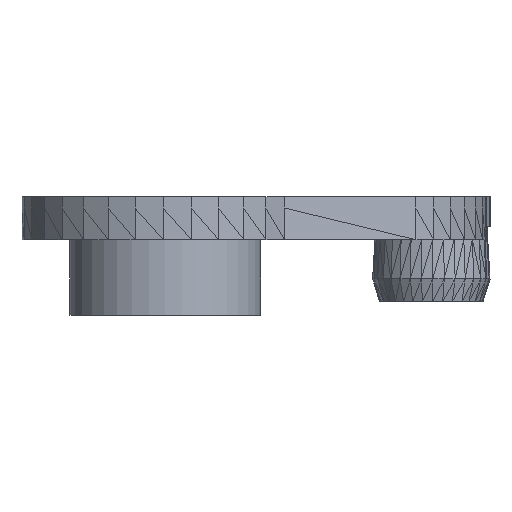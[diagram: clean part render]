
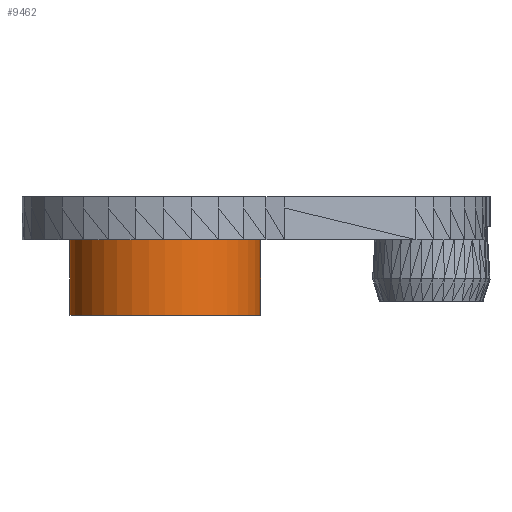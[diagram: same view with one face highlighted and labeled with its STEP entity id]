
A CAD part, left-side view. The second image highlights one B-rep face of the part: STEP entity #9462.
In plain terms, the highlighted cylindrical face has radius 2.525 mm (diameter 5.05 mm), a full revolution.
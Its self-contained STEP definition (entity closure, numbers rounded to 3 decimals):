
#15=CYLINDRICAL_SURFACE('',#10085,2.525);
#17=CIRCLE('',#9981,2.525);
#19=CIRCLE('',#10084,2.525);
#808=FACE_OUTER_BOUND('',#1472,.T.);
#1472=EDGE_LOOP('',(#7419,#7420,#7421,#7422));
#2501=LINE('',#15083,#3755);
#3755=VECTOR('',#11372,2.525);
#4675=VERTEX_POINT('',#14204);
#4950=VERTEX_POINT('',#14952);
#5424=EDGE_CURVE('',#4675,#4675,#17,.T.);
#5796=EDGE_CURVE('',#4950,#4950,#19,.T.);
#5861=EDGE_CURVE('',#4675,#4950,#2501,.T.);
#7419=ORIENTED_EDGE('',*,*,#5424,.F.);
#7420=ORIENTED_EDGE('',*,*,#5861,.T.);
#7421=ORIENTED_EDGE('',*,*,#5796,.T.);
#7422=ORIENTED_EDGE('',*,*,#5861,.F.);
#9462=ADVANCED_FACE('',(#808),#15,.T.);
#9981=AXIS2_PLACEMENT_3D('',#14205,#10728,#10729);
#10084=AXIS2_PLACEMENT_3D('',#14953,#11304,#11305);
#10085=AXIS2_PLACEMENT_3D('',#15082,#11370,#11371);
#10728=DIRECTION('center_axis',(0.,0.,-1.));
#10729=DIRECTION('ref_axis',(1.,0.,0.));
#11304=DIRECTION('center_axis',(0.,0.,-1.));
#11305=DIRECTION('ref_axis',(1.,0.,0.));
#11370=DIRECTION('center_axis',(0.,0.,-1.));
#11371=DIRECTION('ref_axis',(1.,0.,0.));
#11372=DIRECTION('',(0.,0.,1.));
#14204=CARTESIAN_POINT('',(1.152,-0.586,1.596));
#14205=CARTESIAN_POINT('Origin',(3.677,-0.586,1.596));
#14952=CARTESIAN_POINT('',(1.152,-0.586,3.596));
#14953=CARTESIAN_POINT('Origin',(3.677,-0.586,3.596));
#15082=CARTESIAN_POINT('Origin',(3.677,-0.586,3.596));
#15083=CARTESIAN_POINT('',(1.152,-0.586,3.596));
